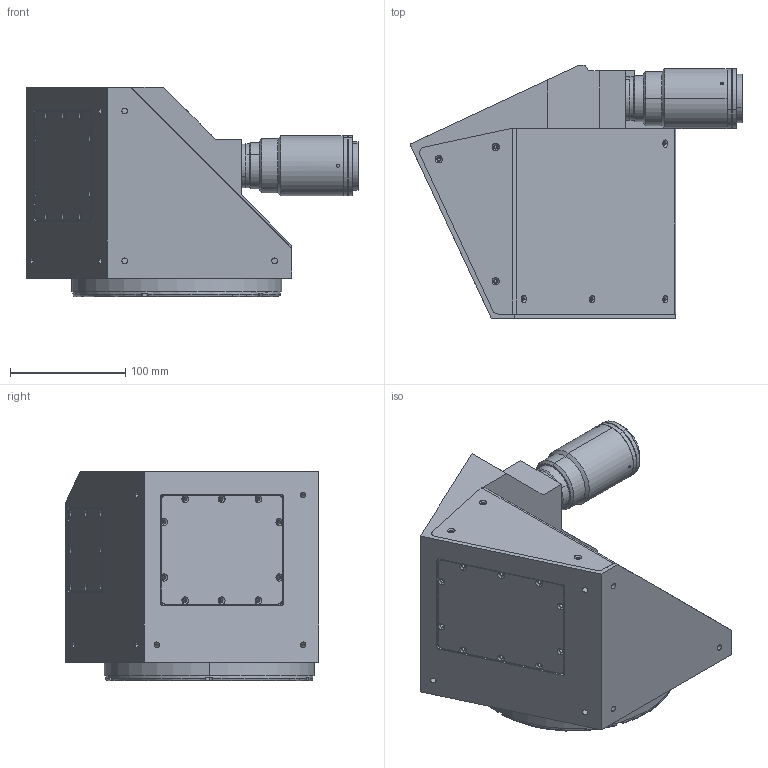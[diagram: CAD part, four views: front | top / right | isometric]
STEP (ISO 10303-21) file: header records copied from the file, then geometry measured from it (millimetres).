
FILE_DESCRIPTION (( 'STEP AP214' ), '1' );
FILE_NAME ('4M120-E.STEP', '2018-04-18T13:19:57', ( '' ), ( '' ), 'SwSTEP 2.0', 'SolidWorks 2017', '' );
FILE_SCHEMA (( 'AUTOMOTIVE_DESIGN' ));
Length unit declared in the file: millimetre
Products named in the file (1): 4M120-E
Bounding box: 287.88 x 220 x 181.4 mm (x, y, z)
Surface area: 251252.4 mm2 (no closed solid volume)
Topology: 0 solids, 14 shells, 325 faces, 969 edges, 649 vertices
Faces by surface type: cylinder 180, plane 74, cone 64, torus 5, sphere 2
Entity records: 14976 total; most frequent: CARTESIAN_POINT 2368, DIRECTION 2049, ORIENTED_EDGE 1656, EDGE_CURVE 969, AXIS2_PLACEMENT_3D 792, VERTEX_POINT 649, CIRCLE 466, VECTOR 465
